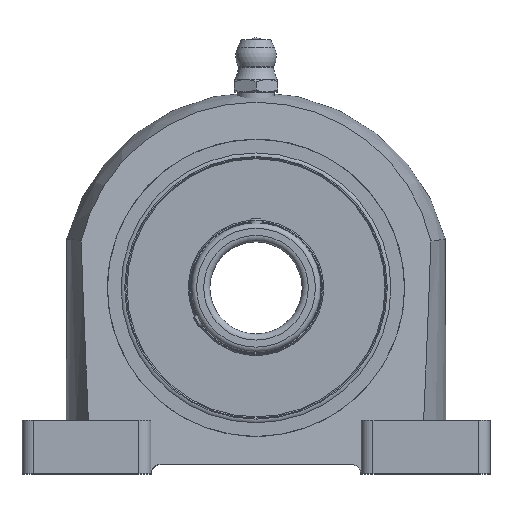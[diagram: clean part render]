
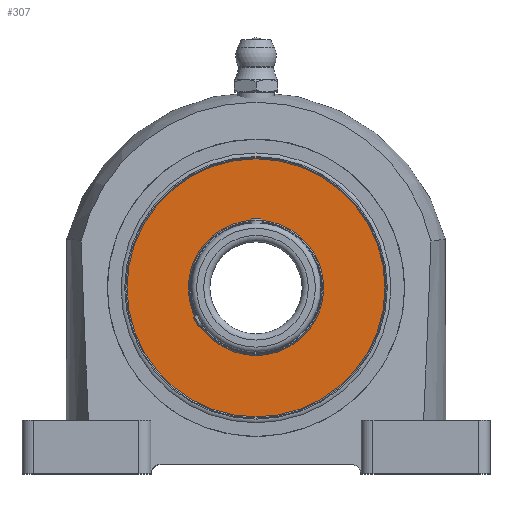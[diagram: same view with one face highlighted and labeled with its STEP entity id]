
A CAD part, top view. The second image highlights one B-rep face of the part: STEP entity #307.
In plain terms, the highlighted face is planar.
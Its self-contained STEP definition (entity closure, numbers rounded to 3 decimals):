
#307 = ADVANCED_FACE( '', ( #581, #582 ), #583, .F. );
#581 = FACE_OUTER_BOUND( '', #886, .T. );
#582 = FACE_BOUND( '', #887, .T. );
#583 = PLANE( '', #888 );
#886 = EDGE_LOOP( '', ( #1652 ) );
#887 = EDGE_LOOP( '', ( #1653 ) );
#888 = AXIS2_PLACEMENT_3D( '', #1654, #1655, #1656 );
#1652 = ORIENTED_EDGE( '', *, *, #1942, .F. );
#1653 = ORIENTED_EDGE( '', *, *, #1941, .T. );
#1654 = CARTESIAN_POINT( '', ( -8.16, 10.996, 0. ) );
#1655 = DIRECTION( '', ( 1., 0., 0. ) );
#1656 = DIRECTION( '', ( 0., 0., -1. ) );
#1941 = EDGE_CURVE( '', #2315, #2315, #2316, .T. );
#1942 = EDGE_CURVE( '', #2317, #2317, #2318, .T. );
#2315 = VERTEX_POINT( '', #3177 );
#2316 = CIRCLE( '', #3178, 10.996 );
#2317 = VERTEX_POINT( '', #3179 );
#2318 = CIRCLE( '', #3180, 20.954 );
#3177 = CARTESIAN_POINT( '', ( -8.16, 0., -10.996 ) );
#3178 = AXIS2_PLACEMENT_3D( '', #3551, #3552, #3553 );
#3179 = CARTESIAN_POINT( '', ( -8.16, 0., -20.954 ) );
#3180 = AXIS2_PLACEMENT_3D( '', #3554, #3555, #3556 );
#3551 = CARTESIAN_POINT( '', ( -8.16, 0., 0. ) );
#3552 = DIRECTION( '', ( 1., 0., 0. ) );
#3553 = DIRECTION( '', ( 0., 0., -1. ) );
#3554 = CARTESIAN_POINT( '', ( -8.16, 0., 0. ) );
#3555 = DIRECTION( '', ( 1., 0., 0. ) );
#3556 = DIRECTION( '', ( 0., 0., -1. ) );
